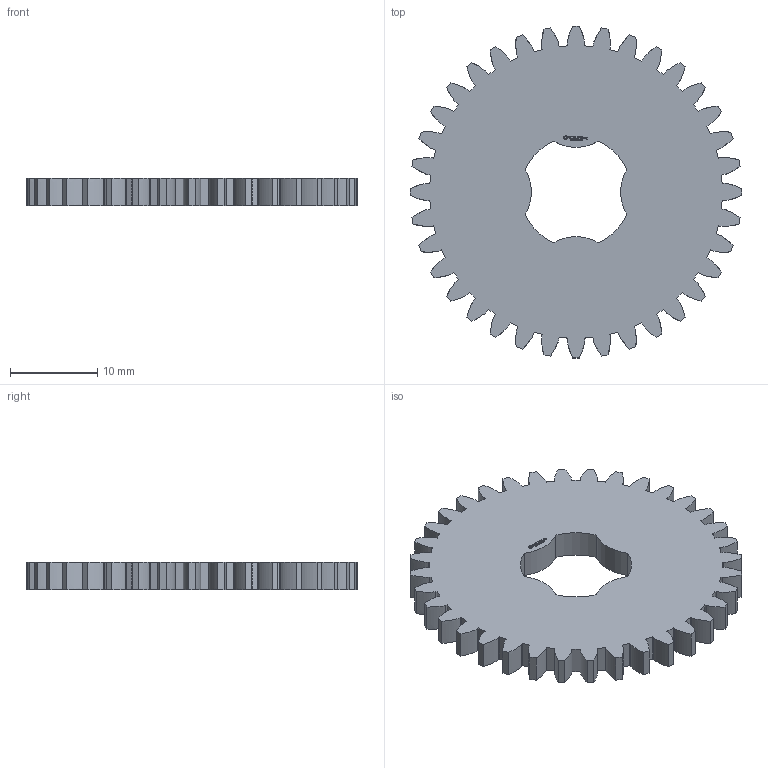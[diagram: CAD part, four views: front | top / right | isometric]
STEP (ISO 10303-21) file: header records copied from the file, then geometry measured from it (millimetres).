
FILE_DESCRIPTION(('FreeCAD Model'),'2;1');
FILE_NAME('Open CASCADE Shape Model','2024-03-09T19:50:58',(''),(''), 'Open CASCADE STEP processor 7.6','FreeCAD','Unknown');
FILE_SCHEMA(('AUTOMOTIVE_DESIGN { 1 0 10303 214 1 1 1 1 }'));
Products named in the file (1): Gear Wheel PLN TTH36 BU00.25 SFT-SHD - SPN-GWH-0121 (stemfie.org)
Bounding box: 37.99 x 37.99 x 3.12 mm (x, y, z)
Volume: 2805.6 mm3; surface area: 2650.8 mm2
Topology: 1 solids, 1 shells, 665 faces, 1902 edges, 1268 vertices
Faces by surface type: plane 329, extrusion 328, cylinder 8
Entity records: 57458 total; most frequent: CARTESIAN_POINT 17060, DIRECTION 5414, VECTOR 4690, LINE 4362, ORIENTED_EDGE 3804, PCURVE 3804, DEFINITIONAL_REPRESENTATION 3804, EDGE_CURVE 1902
